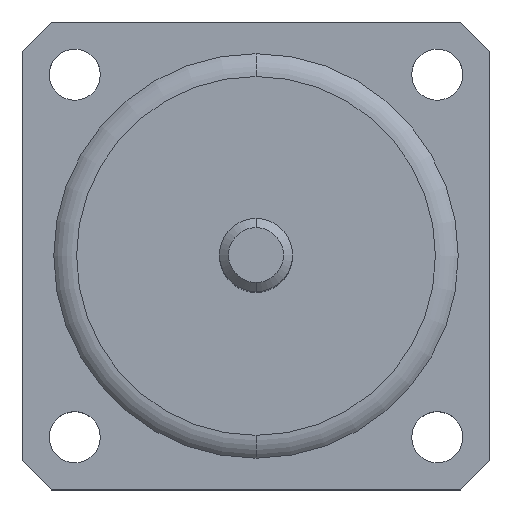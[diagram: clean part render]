
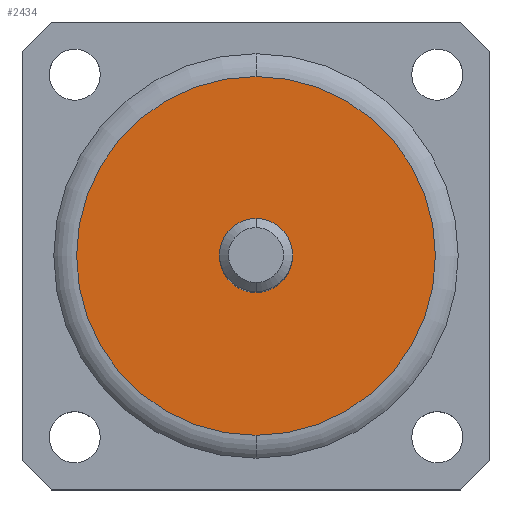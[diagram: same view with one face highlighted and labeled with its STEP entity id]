
A CAD part, top view. The second image highlights one B-rep face of the part: STEP entity #2434.
In plain terms, the highlighted planar face has unit normal (0, 0, 1).
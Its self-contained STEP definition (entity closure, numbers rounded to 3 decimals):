
#229=CARTESIAN_POINT('',(0.,0.,3.199));
#230=DIRECTION('',(0.,0.,1.));
#231=DIRECTION('',(0.,-1.,0.));
#232=AXIS2_PLACEMENT_3D('',#229,#230,#231);
#239=CARTESIAN_POINT('',(0.,0.,3.199));
#240=DIRECTION('',(0.,0.,-1.));
#241=DIRECTION('',(0.,-1.,0.));
#242=AXIS2_PLACEMENT_3D('',#239,#240,#241);
#249=CARTESIAN_POINT('',(0.,0.,3.199));
#250=DIRECTION('',(0.,0.,1.));
#251=DIRECTION('',(0.,-1.,0.));
#252=AXIS2_PLACEMENT_3D('',#249,#250,#251);
#254=CARTESIAN_POINT('',(0.,0.,3.199));
#255=DIRECTION('',(0.,0.,-1.));
#256=DIRECTION('',(0.,-1.,0.));
#257=AXIS2_PLACEMENT_3D('',#254,#255,#256);
#1854=CARTESIAN_POINT('',(0.,-2.5,3.199));
#1855=VERTEX_POINT('',#1854);
#1864=CARTESIAN_POINT('',(0.,2.5,3.199));
#1865=VERTEX_POINT('',#1864);
#1876=CARTESIAN_POINT('',(0.,-12.27,3.199));
#1877=CARTESIAN_POINT('',(0.,12.27,3.199));
#1878=VERTEX_POINT('',#1876);
#1879=VERTEX_POINT('',#1877);
#2419=CARTESIAN_POINT('',(0.,0.,3.199));
#2420=DIRECTION('',(0.,0.,1.));
#2421=DIRECTION('',(0.,1.,0.));
#2422=AXIS2_PLACEMENT_3D('',#2419,#2420,#2421);
#2423=PLANE('',#2422);
#2424=ORIENTED_EDGE('',*,*,#2413,.T.);
#2425=ORIENTED_EDGE('',*,*,#2399,.F.);
#2426=EDGE_LOOP('',(#2424,#2425));
#2427=FACE_OUTER_BOUND('',#2426,.F.);
#2429=ORIENTED_EDGE('',*,*,#2428,.T.);
#2431=ORIENTED_EDGE('',*,*,#2430,.F.);
#2432=EDGE_LOOP('',(#2429,#2431));
#2433=FACE_BOUND('',#2432,.F.);
#233=CIRCLE('',#232,12.27);
#243=CIRCLE('',#242,12.27);
#253=CIRCLE('',#252,2.5);
#258=CIRCLE('',#257,2.5);
#2399=EDGE_CURVE('',#1878,#1879,#233,.T.);
#2413=EDGE_CURVE('',#1878,#1879,#243,.T.);
#2428=EDGE_CURVE('',#1855,#1865,#253,.T.);
#2430=EDGE_CURVE('',#1855,#1865,#258,.T.);
#2434=ADVANCED_FACE('',(#2427,#2433),#2423,.T.);
